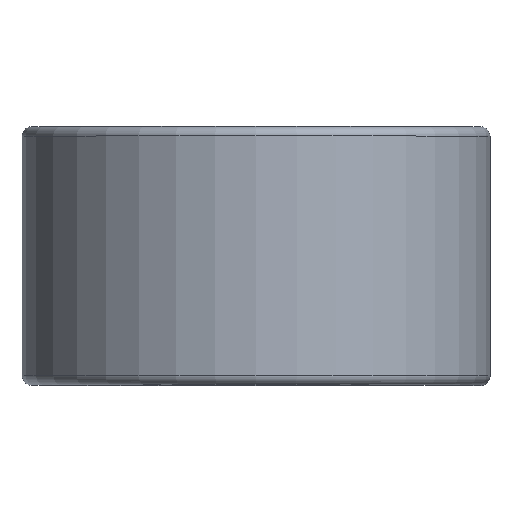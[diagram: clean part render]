
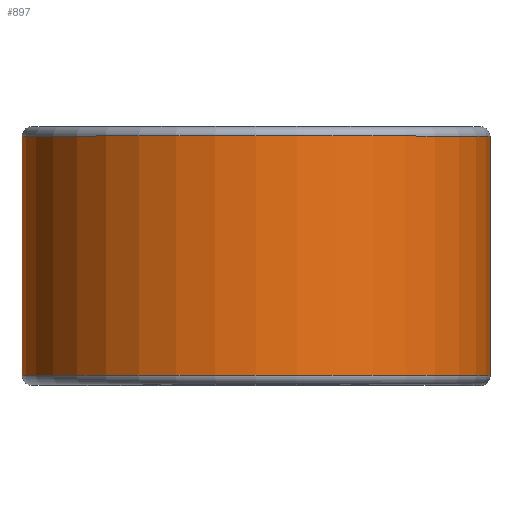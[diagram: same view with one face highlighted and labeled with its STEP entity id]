
A CAD part, top view. The second image highlights one B-rep face of the part: STEP entity #897.
In plain terms, the highlighted cylindrical face has radius 18.682 mm (diameter 37.363 mm), a partial arc.
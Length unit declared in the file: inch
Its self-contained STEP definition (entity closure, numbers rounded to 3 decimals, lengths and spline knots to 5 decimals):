
#93 = LINE ( 'NONE', #1547, #988 ) ;
#98 = CARTESIAN_POINT ( 'NONE',  ( 0.7355, -0.37625, 0. ) ) ;
#180 = FACE_OUTER_BOUND ( 'NONE', #2310, .T. ) ;
#196 = DIRECTION ( 'NONE',  ( 0., -1., 0. ) ) ;
#342 = VERTEX_POINT ( 'NONE', #1623 ) ;
#407 = CIRCLE ( 'NONE', #2361, 0.7355 ) ;
#657 = CARTESIAN_POINT ( 'NONE',  ( 0., -0.37625, 0. ) ) ;
#766 = DIRECTION ( 'NONE',  ( 0., -1., 0. ) ) ;
#836 = DIRECTION ( 'NONE',  ( 0., 0., -1. ) ) ;
#897 = ADVANCED_FACE ( 'NONE', ( #180 ), #1990, .T. ) ;
#923 = VERTEX_POINT ( 'NONE', #2061 ) ;
#929 = CARTESIAN_POINT ( 'NONE',  ( 0., 0.375, 0. ) ) ;
#988 = VECTOR ( 'NONE', #1723, 39.37008 ) ;
#1004 = CARTESIAN_POINT ( 'NONE',  ( 0., -0.37625, -0.7355 ) ) ;
#1043 = CIRCLE ( 'NONE', #1902, 0.7355 ) ;
#1065 = LINE ( 'NONE', #1535, #2430 ) ;
#1358 = EDGE_CURVE ( 'NONE', #2119, #342, #1065, .T. ) ;
#1362 = AXIS2_PLACEMENT_3D ( 'NONE', #929, #196, #2267 ) ;
#1406 = EDGE_CURVE ( 'NONE', #1426, #2119, #1043, .T. ) ;
#1426 = VERTEX_POINT ( 'NONE', #98 ) ;
#1443 = ORIENTED_EDGE ( 'NONE', *, *, #1629, .T. ) ;
#1535 = CARTESIAN_POINT ( 'NONE',  ( 0., 0.37625, -0.7355 ) ) ;
#1547 = CARTESIAN_POINT ( 'NONE',  ( 0.7355, 0.37625, 0. ) ) ;
#1623 = CARTESIAN_POINT ( 'NONE',  ( 0., 0.37625, -0.7355 ) ) ;
#1629 = EDGE_CURVE ( 'NONE', #923, #342, #407, .T. ) ;
#1709 = DIRECTION ( 'NONE',  ( 0., 1., 0. ) ) ;
#1723 = DIRECTION ( 'NONE',  ( 0., 1., 0. ) ) ;
#1795 = ORIENTED_EDGE ( 'NONE', *, *, #2047, .T. ) ;
#1862 = CARTESIAN_POINT ( 'NONE',  ( 0., 0.37625, 0. ) ) ;
#1902 = AXIS2_PLACEMENT_3D ( 'NONE', #657, #1939, #836 ) ;
#1939 = DIRECTION ( 'NONE',  ( 0., -1., 0. ) ) ;
#1956 = ORIENTED_EDGE ( 'NONE', *, *, #1406, .F. ) ;
#1990 = CYLINDRICAL_SURFACE ( 'NONE', #1362, 0.7355 ) ;
#2047 = EDGE_CURVE ( 'NONE', #1426, #923, #93, .T. ) ;
#2061 = CARTESIAN_POINT ( 'NONE',  ( 0.7355, 0.37625, 0. ) ) ;
#2065 = DIRECTION ( 'NONE',  ( 0., 0., -1. ) ) ;
#2119 = VERTEX_POINT ( 'NONE', #1004 ) ;
#2267 = DIRECTION ( 'NONE',  ( 0., 0., -1. ) ) ;
#2310 = EDGE_LOOP ( 'NONE', ( #1795, #1443, #2434, #1956 ) ) ;
#2361 = AXIS2_PLACEMENT_3D ( 'NONE', #1862, #766, #2065 ) ;
#2430 = VECTOR ( 'NONE', #1709, 39.37008 ) ;
#2434 = ORIENTED_EDGE ( 'NONE', *, *, #1358, .F. ) ;
